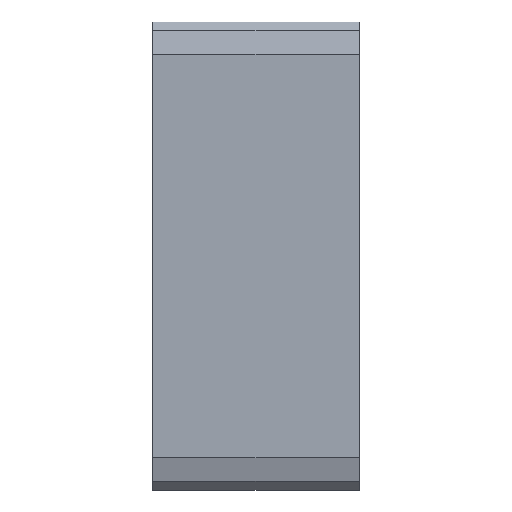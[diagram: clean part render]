
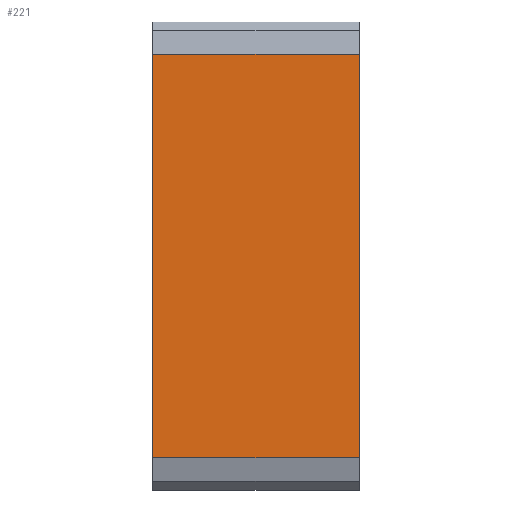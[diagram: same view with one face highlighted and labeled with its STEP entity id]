
A CAD part, top view. The second image highlights one B-rep face of the part: STEP entity #221.
In plain terms, the highlighted planar face has unit normal (0, 0, 1).
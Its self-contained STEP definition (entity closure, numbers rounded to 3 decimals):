
#201=AXIS2_PLACEMENT_3D('Plane Axis2P3D',#198,#199,#200) ;
#42=CARTESIAN_POINT('Vertex',(4.5,0.7,1.4)) ;
#45=CARTESIAN_POINT('Line Origine',(2.25,0.7,1.4)) ;
#49=CARTESIAN_POINT('Vertex',(0.,0.7,1.4)) ;
#171=CARTESIAN_POINT('Vertex',(4.5,9.5,1.4)) ;
#174=CARTESIAN_POINT('Line Origine',(4.5,5.1,1.4)) ;
#198=CARTESIAN_POINT('Axis2P3D Location',(2.25,0.7,1.4)) ;
#203=CARTESIAN_POINT('Line Origine',(2.25,9.5,1.4)) ;
#207=CARTESIAN_POINT('Vertex',(0.,9.5,1.4)) ;
#210=CARTESIAN_POINT('Line Origine',(0.,5.1,1.4)) ;
#46=DIRECTION('Vector Direction',(1.,0.,0.)) ;
#175=DIRECTION('Vector Direction',(0.,1.,0.)) ;
#199=DIRECTION('Axis2P3D Direction',(0.,0.,-1.)) ;
#200=DIRECTION('Axis2P3D XDirection',(0.,1.,0.)) ;
#204=DIRECTION('Vector Direction',(1.,0.,0.)) ;
#211=DIRECTION('Vector Direction',(0.,1.,0.)) ;
#47=VECTOR('Line Direction',#46,1.) ;
#176=VECTOR('Line Direction',#175,1.) ;
#205=VECTOR('Line Direction',#204,1.) ;
#212=VECTOR('Line Direction',#211,1.) ;
#216=ORIENTED_EDGE('',*,*,#178,.T.) ;
#217=ORIENTED_EDGE('',*,*,#209,.F.) ;
#218=ORIENTED_EDGE('',*,*,#214,.F.) ;
#219=ORIENTED_EDGE('',*,*,#51,.T.) ;
#221=ADVANCED_FACE('S3D gedreht',(#220),#202,.F.) ;
#51=EDGE_CURVE('',#50,#43,#48,.T.) ;
#178=EDGE_CURVE('',#43,#172,#177,.T.) ;
#209=EDGE_CURVE('',#208,#172,#206,.T.) ;
#214=EDGE_CURVE('',#50,#208,#213,.T.) ;
#215=EDGE_LOOP('',(#216,#217,#218,#219)) ;
#220=FACE_OUTER_BOUND('',#215,.T.) ;
#48=LINE('Line',#45,#47) ;
#177=LINE('Line',#174,#176) ;
#206=LINE('Line',#203,#205) ;
#213=LINE('Line',#210,#212) ;
#202=PLANE('',#201) ;
#43=VERTEX_POINT('',#42) ;
#50=VERTEX_POINT('',#49) ;
#172=VERTEX_POINT('',#171) ;
#208=VERTEX_POINT('',#207) ;
